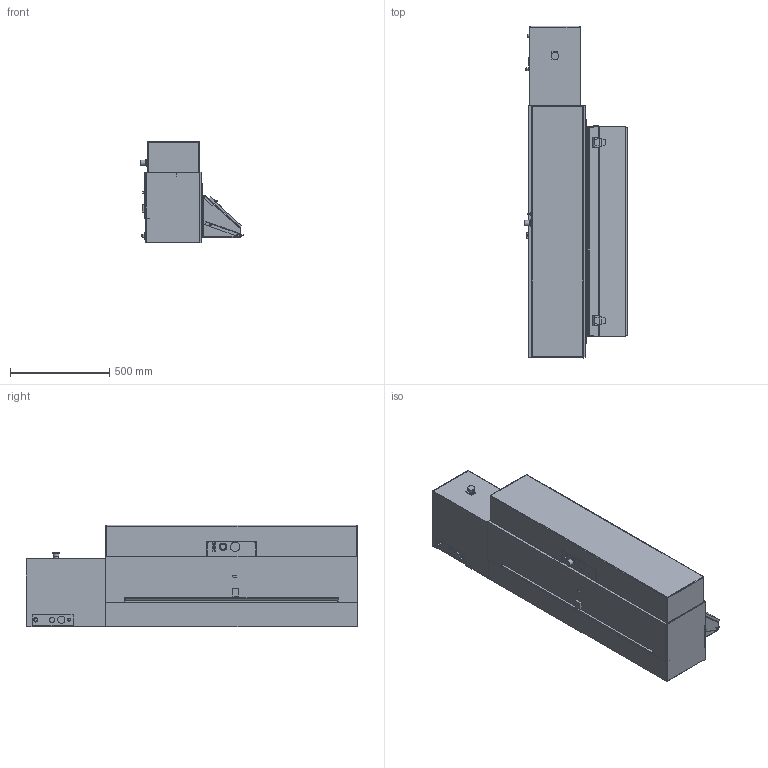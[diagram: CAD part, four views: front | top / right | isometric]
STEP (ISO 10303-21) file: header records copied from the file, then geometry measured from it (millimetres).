
FILE_DESCRIPTION(/* description */ (''),/* implementation_level */ '2;1');
FILE_NAME(/* name */ 'FG-1000.stp',/* time_stamp */ '2016-10-17T09:45:41-04:00',/* author */ ('MArrecis'),/* organization */ (''),/* preprocessor_version */ 'ST-DEVELOPER v16.1',/* originating_system */ 'Autodesk Inventor 2016',/* authorisation */ '');
FILE_SCHEMA (('CONFIG_CONTROL_DESIGN'));
Length unit declared in the file: millimetre
Products named in the file (1): FG1000 solid model 12mmover
Bounding box: 519.27 x 1674.88 x 511.58 mm (x, y, z)
Volume: 34763758.6 mm3; surface area: 9119510.6 mm2
Topology: 10 solids, 11 shells, 802 faces, 2155 edges, 1390 vertices
Faces by surface type: plane 643, cylinder 144, sphere 8, bspline 3, cone 3, torus 1
Full cylindrical faces by diameter (mm): 4.134 x3, 5 x1, 8 x2, 9 x4, 10 x13, 12 x6, 12.5 x2, 14.5 x1, 15 x4, 16 x1, 16.3 x2, 22 x1, 26 x1, 26.5 x1, 28 x3, 28.575 x1, 29 x1, 36.52 x1, 36.53 x1, 38.1 x1, 41 x1, 47 x1, 76 x2
Entity records: 25431 total; most frequent: CARTESIAN_POINT 4500, ORIENTED_EDGE 4152, DIRECTION 3962, EDGE_CURVE 2075, LINE 1750, VECTOR 1750, VERTEX_POINT 1371, AXIS2_PLACEMENT_3D 1106
